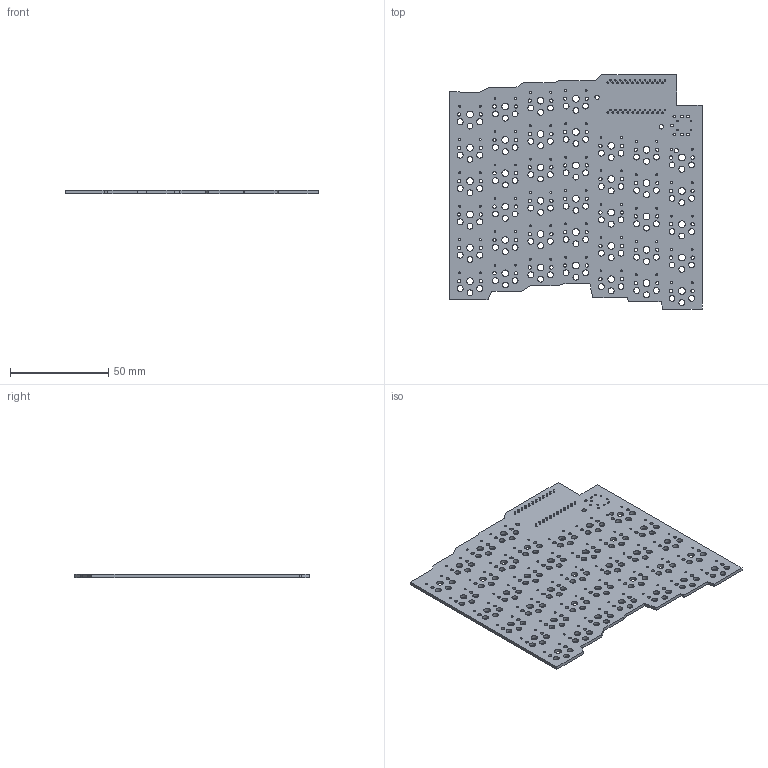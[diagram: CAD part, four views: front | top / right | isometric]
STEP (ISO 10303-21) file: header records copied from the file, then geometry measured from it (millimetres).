
FILE_DESCRIPTION(('KiCad electronic assembly'),'2;1');
FILE_NAME('vitter-kb.step','2024-11-05T19:53:01',('Pcbnew'),('Kicad'), 'Open CASCADE STEP processor 7.7','KiCad to STEP converter','Unknown' );
FILE_SCHEMA(('AUTOMOTIVE_DESIGN { 1 0 10303 214 1 1 1 1 }'));
Length unit declared in the file: millimetre
Products named in the file (2): vitter-kb 1; vitter-kb_PCB
Assembly tree (1 placements, depth 2):
  vitter-kb 1
    vitter-kb_PCB
Bounding box: 128.5 x 119.6 x 1.6 mm (x, y, z)
Volume: 19869.9 mm3; surface area: 29414.2 mm2
Topology: 1 solids, 1 shells, 425 faces, 1269 edges, 846 vertices
Faces by surface type: cylinder 381, plane 44
Full cylindrical faces by diameter (mm): 0.8 x4, 0.813 x48, 0.991 x78, 1.702 x78, 2.2 x3, 3 x117, 3.429 x39
Entity records: 16278 total; most frequent: DIRECTION 2885, CARTESIAN_POINT 2542, ORIENTED_EDGE 2538, EDGE_CURVE 1269, AXIS2_PLACEMENT_3D 1189, FACE_BOUND 1173, EDGE_LOOP 1173, VERTEX_POINT 846
